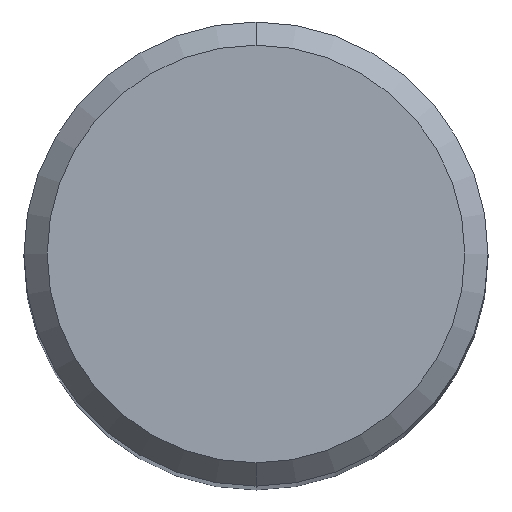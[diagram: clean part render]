
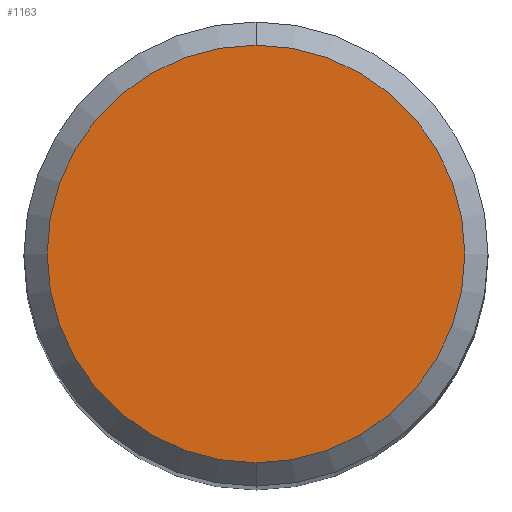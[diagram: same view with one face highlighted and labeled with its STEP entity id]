
A CAD part, top view. The second image highlights one B-rep face of the part: STEP entity #1163.
In plain terms, the highlighted planar face has unit normal (0, 0, 1).
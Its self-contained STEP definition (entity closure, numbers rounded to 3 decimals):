
#739=EDGE_CURVE('',#1357,#1293,#1796,.T.);
#1163=ADVANCED_FACE('',(#2266),#2267,.T.);
#1293=VERTEX_POINT('',#2407);
#1357=VERTEX_POINT('',#2478);
#1489=EDGE_CURVE('',#1293,#1357,#2624,.T.);
#1796=CIRCLE('',#3903,3.6);
#2266=FACE_OUTER_BOUND('',#6162,.T.);
#2267=PLANE('',#6163);
#2407=CARTESIAN_POINT('',(0.0,3.6,0.0));
#2478=CARTESIAN_POINT('',(0.,-3.6,0.0));
#2624=CIRCLE('',#8082,3.6);
#3903=AXIS2_PLACEMENT_3D('',#8428,#8429,#8430);
#6162=EDGE_LOOP('',(#8982,#8983));
#6163=AXIS2_PLACEMENT_3D('',#8984,#8985,#8986);
#8082=AXIS2_PLACEMENT_3D('',#9457,#9458,#9459);
#8428=CARTESIAN_POINT('',(0.0,0.0,0.0));
#8429=DIRECTION('',(0.0,0.0,-1.0));
#8430=DIRECTION('',(0.0,1.0,0.0));
#8982=ORIENTED_EDGE('',*,*,#1489,.F.);
#8983=ORIENTED_EDGE('',*,*,#739,.F.);
#8984=CARTESIAN_POINT('',(0.0,1.8,0.0));
#8985=DIRECTION('',(-0.0,0.0,1.0));
#8986=DIRECTION('',(0.0,-1.0,0.0));
#9457=CARTESIAN_POINT('',(0.0,0.0,0.0));
#9458=DIRECTION('',(0.0,0.0,-1.0));
#9459=DIRECTION('',(0.0,1.0,0.0));
